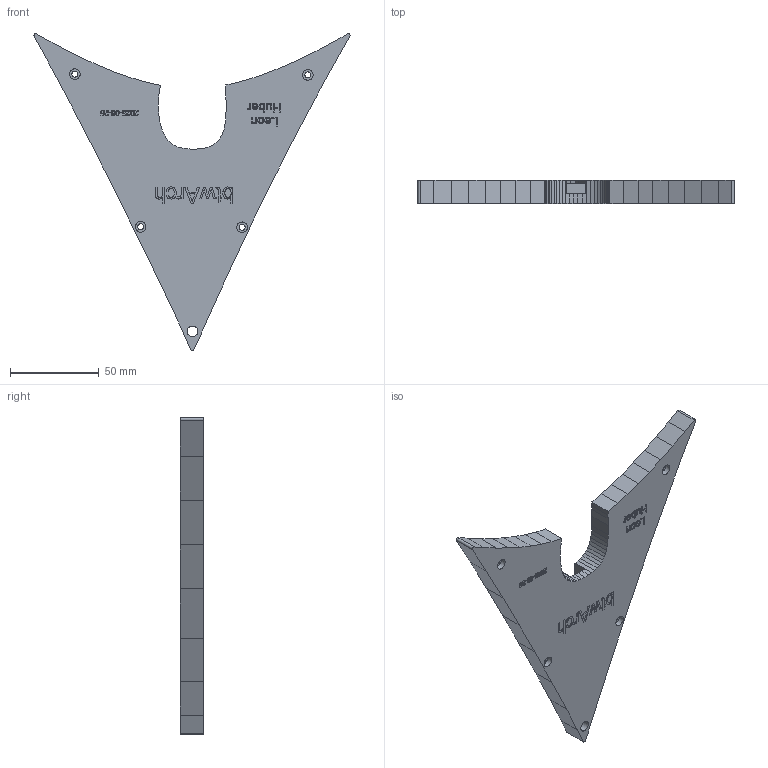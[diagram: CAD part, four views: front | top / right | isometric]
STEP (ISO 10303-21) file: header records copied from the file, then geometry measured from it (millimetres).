
FILE_DESCRIPTION(/* description */ (''),/* implementation_level */ '2;1');
FILE_NAME(/* name */ 'btwArch_Bottom.step',/* time_stamp */ '2025-06-25T19:11:01+02:00',/* author */ (''),/* organization */ (''),/* preprocessor_version */ 'ST-DEVELOPER v20.1',/* originating_system */ 'Autodesk Translation Framework v14.10.0.0',/* authorisation */ '');
FILE_SCHEMA (('AUTOMOTIVE_DESIGN { 1 0 10303 214 3 1 1 }'));
Length unit declared in the file: millimetre
Products named in the file (1): btwArch_Bottom
Bounding box: 177.67 x 13.2 x 178.02 mm (x, y, z)
Volume: 131373.3 mm3; surface area: 32100.3 mm2
Topology: 1 solids, 1 shells, 647 faces, 1818 edges, 1212 vertices
Faces by surface type: plane 329, bspline 306, cylinder 12
Full cylindrical faces by diameter (mm): 3.4 x4, 6 x5
Entity records: 23549 total; most frequent: CARTESIAN_POINT 8880, ORIENTED_EDGE 3636, DIRECTION 1914, EDGE_CURVE 1818, VERTEX_POINT 1212, LINE 1182, VECTOR 1182, EDGE_LOOP 696
